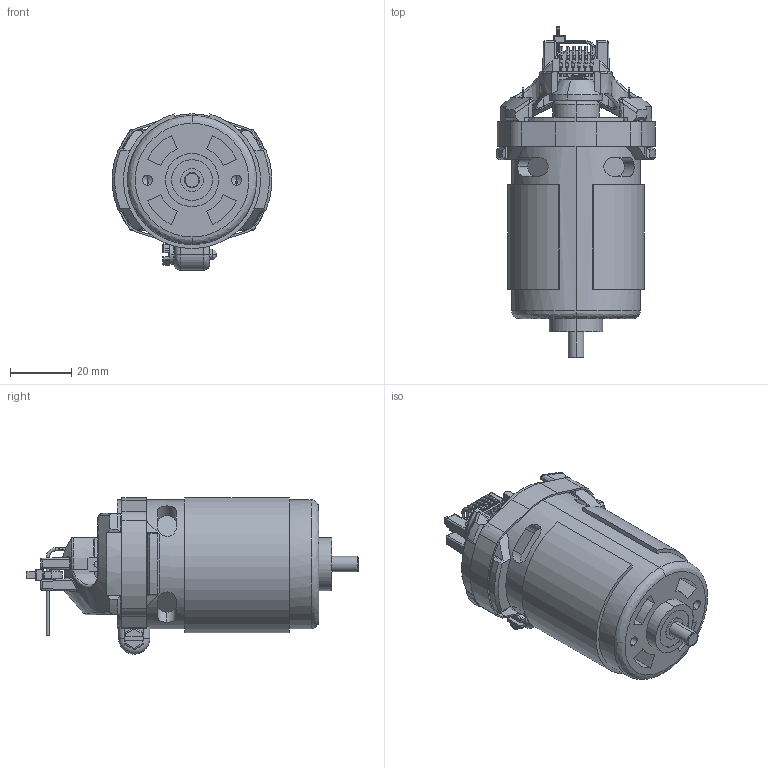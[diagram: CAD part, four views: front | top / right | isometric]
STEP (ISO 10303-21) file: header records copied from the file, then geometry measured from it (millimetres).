
FILE_DESCRIPTION (( 'STEP AP214' ), '1' );
FILE_NAME ('0031-0001 - RS7 Encoder.STEP', '2018-07-17T19:59:15', ( 'gus' ), ( 'Microsoft' ), 'SwSTEP 2.0', 'SolidWorks 2015', '' );
FILE_SCHEMA (( 'AUTOMOTIVE_DESIGN' ));
Length unit declared in the file: inch
Products named in the file (12): A0031-008; A0031-001; 0031-0001 - RS7 Encoder; A0031-009; A0031-006; A0031-004; A0031-005; A0031-002; A0031-007_A0031-007; A0031-003; A0031-011; A0031-010_A0031-010
Assembly tree (16 placements, depth 3):
  0031-0001 - RS7 Encoder
    A0031-001
    A0031-002
    A0031-003
    A0031-004
    A0031-008
      A0031-005
      A0031-006
      A0031-007_A0031-007
    A0031-009
    A0031-010_A0031-010
    A0031-011  x6
Bounding box: 51.87 x 108.09 x 50.94 mm (x, y, z)
Volume: 105310.2 mm3; surface area: 27223.4 mm2
Topology: 15 solids, 15 shells, 830 faces, 2066 edges, 1288 vertices
Faces by surface type: cylinder 332, plane 254, bspline 79, torus 78, cone 75, sphere 12
Entity records: 26960 total; most frequent: CARTESIAN_POINT 9419, ORIENTED_EDGE 3696, DIRECTION 3414, EDGE_CURVE 1848, AXIS2_PLACEMENT_3D 1319, VERTEX_POINT 1168, EDGE_LOOP 806, VECTOR 776
